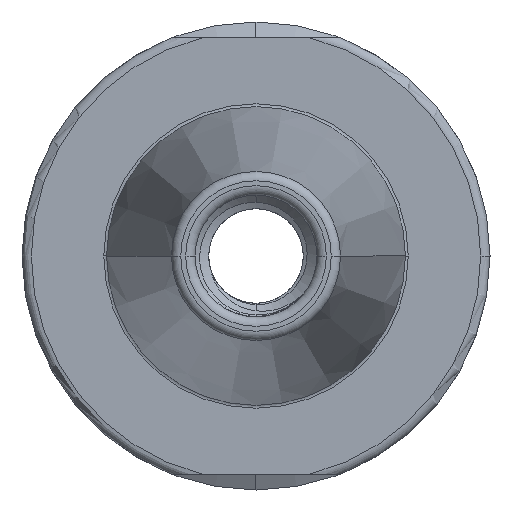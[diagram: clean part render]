
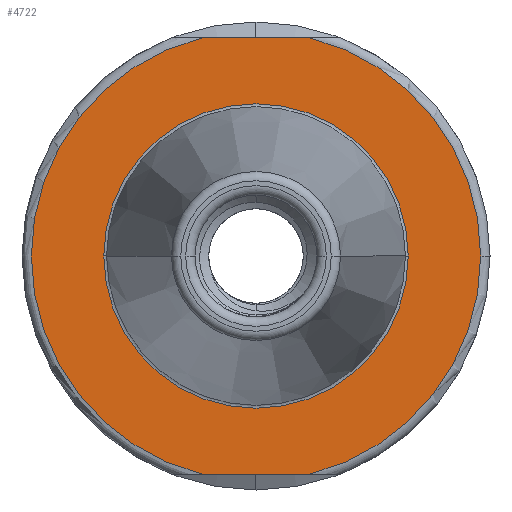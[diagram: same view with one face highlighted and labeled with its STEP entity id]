
A CAD part, left-side view. The second image highlights one B-rep face of the part: STEP entity #4722.
In plain terms, the highlighted planar face has unit normal (-1, 0, 0).
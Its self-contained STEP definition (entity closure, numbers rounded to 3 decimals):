
#534 = CARTESIAN_POINT ( 'NONE',  ( 0., -24., 0. ) ) ;
#606 = CARTESIAN_POINT ( 'NONE',  ( 0., 5.754, -23.3 ) ) ;
#621 = CARTESIAN_POINT ( 'NONE',  ( 0., -5.754, -23.3 ) ) ;
#625 = CARTESIAN_POINT ( 'NONE',  ( 0., -5.754, 23.3 ) ) ;
#629 = CARTESIAN_POINT ( 'NONE',  ( 0., 5.754, 23.3 ) ) ;
#868 = CARTESIAN_POINT ( 'NONE',  ( 0., 16.262, 0. ) ) ;
#969 = CARTESIAN_POINT ( 'NONE',  ( 0., -16.262, 0. ) ) ;
#4722 = ADVANCED_FACE ( 'NONE', ( #11155, #11122 ), #8216, .T. ) ;
#5291 = EDGE_CURVE ( 'NONE', #10875, #10788, #11453, .T. ) ;
#6503 = ORIENTED_EDGE ( 'NONE', *, *, #7134, .T. ) ;
#6504 = ORIENTED_EDGE ( 'NONE', *, *, #5291, .T. ) ;
#6551 = ORIENTED_EDGE ( 'NONE', *, *, #7125, .T. ) ;
#6552 = ORIENTED_EDGE ( 'NONE', *, *, #7080, .T. ) ;
#6556 = ORIENTED_EDGE ( 'NONE', *, *, #7121, .T. ) ;
#6568 = ORIENTED_EDGE ( 'NONE', *, *, #7139, .F. ) ;
#6580 = ORIENTED_EDGE ( 'NONE', *, *, #7107, .T. ) ;
#7049 = AXIS2_PLACEMENT_3D ( 'NONE', #13948, #13908, #13947 ) ;
#7060 = AXIS2_PLACEMENT_3D ( 'NONE', #13917, #13919, #13938 ) ;
#7080 = EDGE_CURVE ( 'NONE', #10099, #10104, #11459, .T. ) ;
#7107 = EDGE_CURVE ( 'NONE', #10106, #10082, #11508, .T. ) ;
#7121 = EDGE_CURVE ( 'NONE', #10788, #10875, #11515, .T. ) ;
#7125 = EDGE_CURVE ( 'NONE', #10082, #10127, #11501, .T. ) ;
#7134 = EDGE_CURVE ( 'NONE', #10104, #10106, #11506, .T. ) ;
#7139 = EDGE_CURVE ( 'NONE', #10099, #10127, #11514, .T. ) ;
#7663 = AXIS2_PLACEMENT_3D ( 'NONE', #8196, #8225, #8218 ) ;
#7809 = AXIS2_PLACEMENT_3D ( 'NONE', #13728, #13694, #13707 ) ;
#7812 = AXIS2_PLACEMENT_3D ( 'NONE', #15481, #15470, #15483 ) ;
#7824 = AXIS2_PLACEMENT_3D ( 'NONE', #13839, #13859, #13826 ) ;
#8196 = CARTESIAN_POINT ( 'NONE',  ( 0., 16.342, 0. ) ) ;
#8216 = PLANE ( 'NONE',  #7663 ) ;
#8218 = DIRECTION ( 'NONE',  ( 0., -1., 0. ) ) ;
#8225 = DIRECTION ( 'NONE',  ( -1., 0., 0. ) ) ;
#10082 = VERTEX_POINT ( 'NONE', #534 ) ;
#10099 = VERTEX_POINT ( 'NONE', #629 ) ;
#10104 = VERTEX_POINT ( 'NONE', #606 ) ;
#10106 = VERTEX_POINT ( 'NONE', #621 ) ;
#10127 = VERTEX_POINT ( 'NONE', #625 ) ;
#10706 = EDGE_LOOP ( 'NONE', ( #6504, #6556 ) ) ;
#10788 = VERTEX_POINT ( 'NONE', #868 ) ;
#10875 = VERTEX_POINT ( 'NONE', #969 ) ;
#11122 = FACE_OUTER_BOUND ( 'NONE', #11688, .T. ) ;
#11155 = FACE_BOUND ( 'NONE', #10706, .T. ) ;
#11453 = CIRCLE ( 'NONE', #7812, 16.262 ) ;
#11459 = CIRCLE ( 'NONE', #7809, 24. ) ;
#11472 = VECTOR ( 'NONE', #14027, 1000. ) ;
#11501 = CIRCLE ( 'NONE', #7060, 24. ) ;
#11506 = LINE ( 'NONE', #14000, #11518 ) ;
#11508 = CIRCLE ( 'NONE', #7824, 24. ) ;
#11514 = LINE ( 'NONE', #14037, #11472 ) ;
#11515 = CIRCLE ( 'NONE', #7049, 16.262 ) ;
#11518 = VECTOR ( 'NONE', #13983, 1000. ) ;
#11688 = EDGE_LOOP ( 'NONE', ( #6552, #6503, #6580, #6551, #6568 ) ) ;
#13694 = DIRECTION ( 'NONE',  ( -1., 0., 0. ) ) ;
#13707 = DIRECTION ( 'NONE',  ( 0., -1., 0. ) ) ;
#13728 = CARTESIAN_POINT ( 'NONE',  ( 0., 0., 0. ) ) ;
#13826 = DIRECTION ( 'NONE',  ( 0., -1., 0. ) ) ;
#13839 = CARTESIAN_POINT ( 'NONE',  ( 0., 0., 0. ) ) ;
#13859 = DIRECTION ( 'NONE',  ( -1., 0., 0. ) ) ;
#13908 = DIRECTION ( 'NONE',  ( 1., 0., 0. ) ) ;
#13917 = CARTESIAN_POINT ( 'NONE',  ( 0., 0., 0. ) ) ;
#13919 = DIRECTION ( 'NONE',  ( -1., 0., 0. ) ) ;
#13938 = DIRECTION ( 'NONE',  ( 0., -1., 0. ) ) ;
#13947 = DIRECTION ( 'NONE',  ( 0., -1., 0. ) ) ;
#13948 = CARTESIAN_POINT ( 'NONE',  ( 0., 0., 0. ) ) ;
#13983 = DIRECTION ( 'NONE',  ( 0., -1., 0. ) ) ;
#14000 = CARTESIAN_POINT ( 'NONE',  ( 0., 10., -23.3 ) ) ;
#14027 = DIRECTION ( 'NONE',  ( 0., -1., 0. ) ) ;
#14037 = CARTESIAN_POINT ( 'NONE',  ( 0., 10., 23.3 ) ) ;
#15470 = DIRECTION ( 'NONE',  ( 1., 0., 0. ) ) ;
#15481 = CARTESIAN_POINT ( 'NONE',  ( 0., 0., 0. ) ) ;
#15483 = DIRECTION ( 'NONE',  ( 0., -1., 0. ) ) ;
